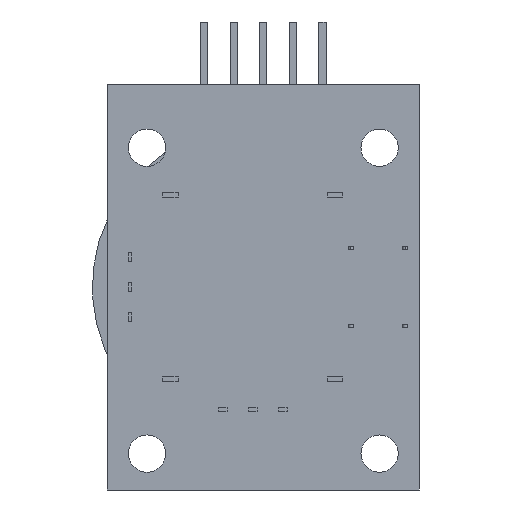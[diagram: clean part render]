
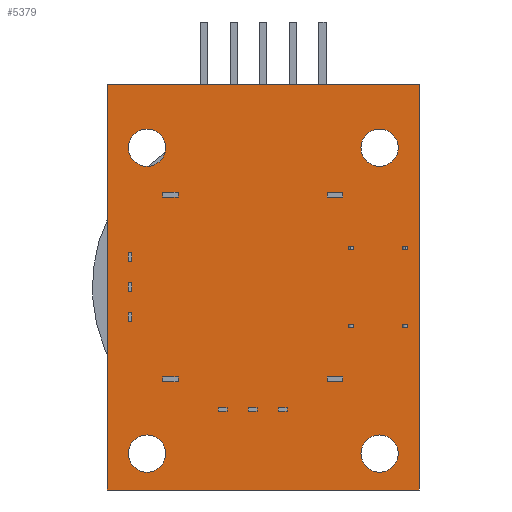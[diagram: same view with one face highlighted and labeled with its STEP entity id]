
A CAD part, front view. The second image highlights one B-rep face of the part: STEP entity #5379.
In plain terms, the highlighted planar face has unit normal (0, -1, 0).
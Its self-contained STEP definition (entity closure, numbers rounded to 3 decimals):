
#89 = FACE_BOUND ( 'NONE', #10093, .T. ) ;
#139 = LINE ( 'NONE', #3392, #5426 ) ;
#205 = CIRCLE ( 'NONE', #13142, 1.575 ) ;
#220 = CARTESIAN_POINT ( 'NONE',  ( 0., 0., -34.3 ) ) ;
#520 = EDGE_CURVE ( 'NONE', #8772, #966, #5355, .T. ) ;
#526 = VERTEX_POINT ( 'NONE', #1361 ) ;
#697 = DIRECTION ( 'NONE',  ( 0., 0., 1. ) ) ;
#775 = VERTEX_POINT ( 'NONE', #5608 ) ;
#966 = VERTEX_POINT ( 'NONE', #10255 ) ;
#1087 = EDGE_CURVE ( 'NONE', #3804, #526, #13145, .T. ) ;
#1121 = ORIENTED_EDGE ( 'NONE', *, *, #2810, .T. ) ;
#1167 = ORIENTED_EDGE ( 'NONE', *, *, #12743, .T. ) ;
#1171 = EDGE_LOOP ( 'NONE', ( #7781, #12780, #7523, #14150 ) ) ;
#1224 = CARTESIAN_POINT ( 'NONE',  ( 26.4, 0., 0. ) ) ;
#1234 = FACE_BOUND ( 'NONE', #8222, .T. ) ;
#1260 = EDGE_CURVE ( 'NONE', #966, #8484, #8078, .T. ) ;
#1264 = CARTESIAN_POINT ( 'NONE',  ( 3.375, 0., -5.375 ) ) ;
#1361 = CARTESIAN_POINT ( 'NONE',  ( 23.025, 0., -3.8 ) ) ;
#1445 = VERTEX_POINT ( 'NONE', #12822 ) ;
#1591 = CARTESIAN_POINT ( 'NONE',  ( 23.025, 0., -5.375 ) ) ;
#1615 = AXIS2_PLACEMENT_3D ( 'NONE', #9075, #5674, #11176 ) ;
#1892 = AXIS2_PLACEMENT_3D ( 'NONE', #7197, #7068, #9444 ) ;
#1959 = CARTESIAN_POINT ( 'NONE',  ( 23.025, 0., -5.375 ) ) ;
#2277 = EDGE_CURVE ( 'NONE', #5700, #8772, #139, .T. ) ;
#2438 = ORIENTED_EDGE ( 'NONE', *, *, #5706, .T. ) ;
#2590 = EDGE_CURVE ( 'NONE', #13606, #14098, #13487, .T. ) ;
#2810 = EDGE_CURVE ( 'NONE', #775, #5066, #3866, .T. ) ;
#2870 = DIRECTION ( 'NONE',  ( 0., 1., 0. ) ) ;
#2928 = CARTESIAN_POINT ( 'NONE',  ( 26.4, 0., -34.3 ) ) ;
#3005 = ORIENTED_EDGE ( 'NONE', *, *, #11337, .T. ) ;
#3205 = ORIENTED_EDGE ( 'NONE', *, *, #14015, .T. ) ;
#3320 = CIRCLE ( 'NONE', #10301, 1.575 ) ;
#3392 = CARTESIAN_POINT ( 'NONE',  ( 0., 0., 0. ) ) ;
#3426 = AXIS2_PLACEMENT_3D ( 'NONE', #1959, #4137, #13792 ) ;
#3579 = ORIENTED_EDGE ( 'NONE', *, *, #1087, .T. ) ;
#3804 = VERTEX_POINT ( 'NONE', #7817 ) ;
#3866 = CIRCLE ( 'NONE', #8728, 1.575 ) ;
#3890 = VECTOR ( 'NONE', #12481, 1000. ) ;
#3901 = CARTESIAN_POINT ( 'NONE',  ( 23.025, 0., -31.225 ) ) ;
#3912 = DIRECTION ( 'NONE',  ( 0., 1., 0. ) ) ;
#3991 = AXIS2_PLACEMENT_3D ( 'NONE', #7448, #2870, #9698 ) ;
#4137 = DIRECTION ( 'NONE',  ( 0., 1., 0. ) ) ;
#4572 = CARTESIAN_POINT ( 'NONE',  ( 3.375, 0., -31.225 ) ) ;
#4657 = DIRECTION ( 'NONE',  ( 0., 0., 1. ) ) ;
#4909 = CIRCLE ( 'NONE', #13218, 1.575 ) ;
#5066 = VERTEX_POINT ( 'NONE', #13925 ) ;
#5355 = LINE ( 'NONE', #9785, #11766 ) ;
#5379 = ADVANCED_FACE ( 'NONE', ( #10022, #89, #1234, #9084, #11545 ), #13707, .T. ) ;
#5426 = VECTOR ( 'NONE', #10081, 1000. ) ;
#5608 = CARTESIAN_POINT ( 'NONE',  ( 3.375, 0., -3.8 ) ) ;
#5674 = DIRECTION ( 'NONE',  ( 0., 1., 0. ) ) ;
#5700 = VERTEX_POINT ( 'NONE', #220 ) ;
#5706 = EDGE_CURVE ( 'NONE', #14098, #13606, #4909, .T. ) ;
#5707 = ORIENTED_EDGE ( 'NONE', *, *, #2590, .T. ) ;
#5891 = CARTESIAN_POINT ( 'NONE',  ( 23.025, 0., -29.65 ) ) ;
#5896 = DIRECTION ( 'NONE',  ( 0., 1., 0. ) ) ;
#6539 = CARTESIAN_POINT ( 'NONE',  ( 3.375, 0., -29.65 ) ) ;
#6827 = DIRECTION ( 'NONE',  ( 0., 1., 0. ) ) ;
#6932 = EDGE_LOOP ( 'NONE', ( #6945, #1121 ) ) ;
#6945 = ORIENTED_EDGE ( 'NONE', *, *, #14009, .T. ) ;
#7068 = DIRECTION ( 'NONE',  ( 0., -1., 0. ) ) ;
#7197 = CARTESIAN_POINT ( 'NONE',  ( 0., 0., 0. ) ) ;
#7448 = CARTESIAN_POINT ( 'NONE',  ( 3.375, 0., -31.225 ) ) ;
#7523 = ORIENTED_EDGE ( 'NONE', *, *, #1260, .F. ) ;
#7781 = ORIENTED_EDGE ( 'NONE', *, *, #2277, .F. ) ;
#7817 = CARTESIAN_POINT ( 'NONE',  ( 23.025, 0., -6.95 ) ) ;
#7877 = CARTESIAN_POINT ( 'NONE',  ( 0., 0., -34.3 ) ) ;
#7902 = CIRCLE ( 'NONE', #1615, 1.575 ) ;
#8058 = DIRECTION ( 'NONE',  ( 1., 0., 0. ) ) ;
#8078 = LINE ( 'NONE', #1224, #3890 ) ;
#8181 = DIRECTION ( 'NONE',  ( 0., 0., 1. ) ) ;
#8222 = EDGE_LOOP ( 'NONE', ( #2438, #5707 ) ) ;
#8350 = DIRECTION ( 'NONE',  ( 0., 0., 1. ) ) ;
#8484 = VERTEX_POINT ( 'NONE', #2928 ) ;
#8728 = AXIS2_PLACEMENT_3D ( 'NONE', #1264, #11362, #8181 ) ;
#8772 = VERTEX_POINT ( 'NONE', #12570 ) ;
#8781 = EDGE_CURVE ( 'NONE', #8484, #5700, #10260, .T. ) ;
#9075 = CARTESIAN_POINT ( 'NONE',  ( 3.375, 0., -5.375 ) ) ;
#9084 = FACE_BOUND ( 'NONE', #12652, .T. ) ;
#9291 = AXIS2_PLACEMENT_3D ( 'NONE', #10169, #5896, #4657 ) ;
#9444 = DIRECTION ( 'NONE',  ( 0., 0., -1. ) ) ;
#9698 = DIRECTION ( 'NONE',  ( 0., 0., 1. ) ) ;
#9785 = CARTESIAN_POINT ( 'NONE',  ( 0., 0., 0. ) ) ;
#9957 = CIRCLE ( 'NONE', #9291, 1.575 ) ;
#10022 = FACE_OUTER_BOUND ( 'NONE', #1171, .T. ) ;
#10081 = DIRECTION ( 'NONE',  ( 0., 0., 1. ) ) ;
#10093 = EDGE_LOOP ( 'NONE', ( #3579, #3005 ) ) ;
#10169 = CARTESIAN_POINT ( 'NONE',  ( 23.025, 0., -31.225 ) ) ;
#10255 = CARTESIAN_POINT ( 'NONE',  ( 26.4, 0., 0. ) ) ;
#10260 = LINE ( 'NONE', #7877, #11235 ) ;
#10273 = VERTEX_POINT ( 'NONE', #5891 ) ;
#10301 = AXIS2_PLACEMENT_3D ( 'NONE', #1591, #3912, #8350 ) ;
#10641 = DIRECTION ( 'NONE',  ( 0., 1., 0. ) ) ;
#11176 = DIRECTION ( 'NONE',  ( 0., 0., 1. ) ) ;
#11235 = VECTOR ( 'NONE', #13723, 1000. ) ;
#11337 = EDGE_CURVE ( 'NONE', #526, #3804, #3320, .T. ) ;
#11362 = DIRECTION ( 'NONE',  ( 0., 1., 0. ) ) ;
#11545 = FACE_BOUND ( 'NONE', #6932, .T. ) ;
#11766 = VECTOR ( 'NONE', #8058, 1000. ) ;
#12103 = DIRECTION ( 'NONE',  ( 0., 0., 1. ) ) ;
#12481 = DIRECTION ( 'NONE',  ( 0., 0., -1. ) ) ;
#12570 = CARTESIAN_POINT ( 'NONE',  ( 0., 0., 0. ) ) ;
#12652 = EDGE_LOOP ( 'NONE', ( #1167, #3205 ) ) ;
#12743 = EDGE_CURVE ( 'NONE', #1445, #10273, #205, .T. ) ;
#12780 = ORIENTED_EDGE ( 'NONE', *, *, #8781, .F. ) ;
#12822 = CARTESIAN_POINT ( 'NONE',  ( 23.025, 0., -32.8 ) ) ;
#13142 = AXIS2_PLACEMENT_3D ( 'NONE', #3901, #10641, #697 ) ;
#13145 = CIRCLE ( 'NONE', #3426, 1.575 ) ;
#13218 = AXIS2_PLACEMENT_3D ( 'NONE', #4572, #6827, #12103 ) ;
#13487 = CIRCLE ( 'NONE', #3991, 1.575 ) ;
#13606 = VERTEX_POINT ( 'NONE', #6539 ) ;
#13707 = PLANE ( 'NONE',  #1892 ) ;
#13723 = DIRECTION ( 'NONE',  ( -1., 0., 0. ) ) ;
#13774 = CARTESIAN_POINT ( 'NONE',  ( 3.375, 0., -32.8 ) ) ;
#13792 = DIRECTION ( 'NONE',  ( 0., 0., 1. ) ) ;
#13925 = CARTESIAN_POINT ( 'NONE',  ( 3.375, 0., -6.95 ) ) ;
#14009 = EDGE_CURVE ( 'NONE', #5066, #775, #7902, .T. ) ;
#14015 = EDGE_CURVE ( 'NONE', #10273, #1445, #9957, .T. ) ;
#14098 = VERTEX_POINT ( 'NONE', #13774 ) ;
#14150 = ORIENTED_EDGE ( 'NONE', *, *, #520, .F. ) ;
